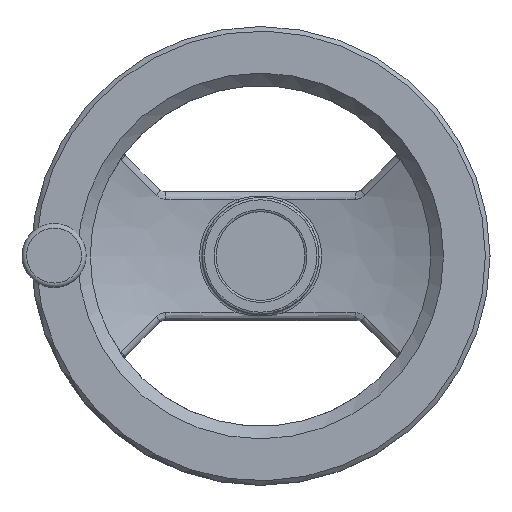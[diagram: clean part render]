
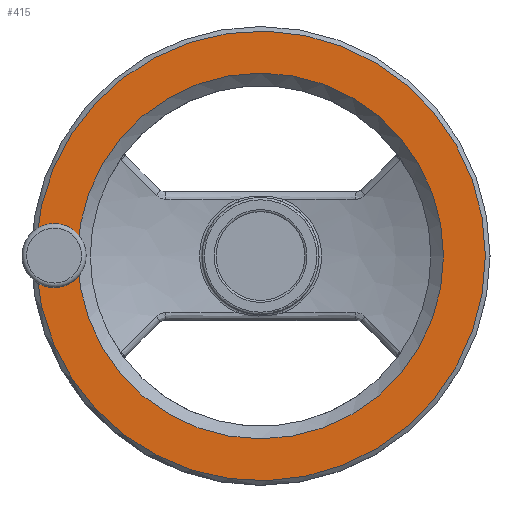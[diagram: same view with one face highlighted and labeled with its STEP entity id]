
A CAD part, top view. The second image highlights one B-rep face of the part: STEP entity #415.
In plain terms, the highlighted planar face has unit normal (0, 0, 1).
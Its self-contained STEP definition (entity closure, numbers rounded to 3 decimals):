
#415 = ADVANCED_FACE( '', ( #873, #874 ), #875, .F. );
#873 = FACE_OUTER_BOUND( '', #5115, .T. );
#874 = FACE_BOUND( '', #5116, .T. );
#875 = PLANE( '', #5117 );
#5115 = EDGE_LOOP( '', ( #6141, #6142, #6143, #6144, #6145 ) );
#5116 = EDGE_LOOP( '', ( #6146 ) );
#5117 = AXIS2_PLACEMENT_3D( '', #6147, #6148, #6149 );
#6141 = ORIENTED_EDGE( '', *, *, #6470, .T. );
#6142 = ORIENTED_EDGE( '', *, *, #6502, .T. );
#6143 = ORIENTED_EDGE( '', *, *, #6429, .T. );
#6144 = ORIENTED_EDGE( '', *, *, #6411, .T. );
#6145 = ORIENTED_EDGE( '', *, *, #6386, .T. );
#6146 = ORIENTED_EDGE( '', *, *, #6303, .F. );
#6147 = CARTESIAN_POINT( '', ( 0., 100., 46. ) );
#6148 = DIRECTION( '', ( 0., 0., -1. ) );
#6149 = DIRECTION( '', ( -1., 0., 0. ) );
#6303 = EDGE_CURVE( '', #6774, #6774, #6775, .T. );
#6386 = EDGE_CURVE( '', #6886, #6890, #6892, .T. );
#6411 = EDGE_CURVE( '', #6927, #6886, #6928, .T. );
#6429 = EDGE_CURVE( '', #6952, #6927, #6953, .F. );
#6470 = EDGE_CURVE( '', #6890, #7002, #7004, .T. );
#6502 = EDGE_CURVE( '', #7002, #6952, #7042, .T. );
#6774 = VERTEX_POINT( '', #8220 );
#6775 = CIRCLE( '', #8221, 79.72 );
#6886 = VERTEX_POINT( '', #8716 );
#6890 = VERTEX_POINT( '', #8723 );
#6892 = CIRCLE( '', #8728, 9.8 );
#6927 = VERTEX_POINT( '', #8888 );
#6928 = LINE( '', #8889, #8890 );
#6952 = VERTEX_POINT( '', #8987 );
#6953 = CIRCLE( '', #8988, 98. );
#7002 = VERTEX_POINT( '', #9241 );
#7004 = LINE( '', #9246, #9247 );
#7042 = CIRCLE( '', #9389, 9.8 );
#8220 = CARTESIAN_POINT( '', ( 79.72, 0., 46. ) );
#8221 = AXIS2_PLACEMENT_3D( '', #9826, #9827, #9828 );
#8716 = CARTESIAN_POINT( '', ( -88.953, 9.744, 46. ) );
#8723 = CARTESIAN_POINT( '', ( -81.679, -5.178, 46. ) );
#8728 = AXIS2_PLACEMENT_3D( '', #9930, #9931, #9932 );
#8888 = CARTESIAN_POINT( '', ( -97.851, 5.407, 46. ) );
#8889 = CARTESIAN_POINT( '', ( -89.907, 9.279, 46. ) );
#8890 = VECTOR( '', #9959, 1000. );
#8987 = CARTESIAN_POINT( '', ( -97.822, -5.904, 46. ) );
#8988 = AXIS2_PLACEMENT_3D( '', #9972, #9973, #9974 );
#9241 = CARTESIAN_POINT( '', ( -91.047, -9.744, 46. ) );
#9246 = CARTESIAN_POINT( '', ( -91.098, -9.769, 46. ) );
#9247 = VECTOR( '', #10018, 1000. );
#9389 = AXIS2_PLACEMENT_3D( '', #10047, #10048, #10049 );
#9826 = CARTESIAN_POINT( '', ( 0., 0., 46. ) );
#9827 = DIRECTION( '', ( 0., 0., 1. ) );
#9828 = DIRECTION( '', ( 1., 0., 0. ) );
#9930 = CARTESIAN_POINT( '', ( -90., 0., 46. ) );
#9931 = DIRECTION( '', ( 0., 0., -1. ) );
#9932 = DIRECTION( '', ( -0.438, 0.899, 0. ) );
#9959 = DIRECTION( '', ( 0.899, 0.438, 0. ) );
#9972 = CARTESIAN_POINT( '', ( 0., 0., 46. ) );
#9973 = DIRECTION( '', ( 0., 0., -1. ) );
#9974 = DIRECTION( '', ( -1., 0., 0. ) );
#10018 = DIRECTION( '', ( -0.899, -0.438, 0. ) );
#10047 = CARTESIAN_POINT( '', ( -90., 0., 46. ) );
#10048 = DIRECTION( '', ( 0., 0., -1. ) );
#10049 = DIRECTION( '', ( -0.438, 0.899, 0. ) );
